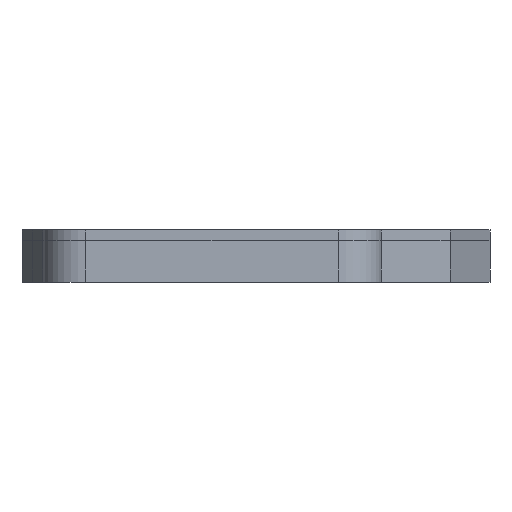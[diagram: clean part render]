
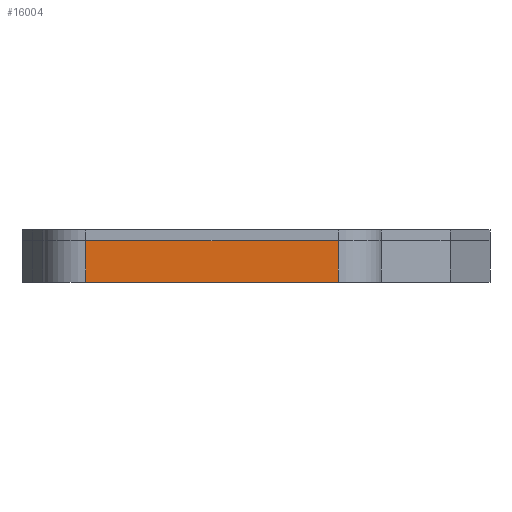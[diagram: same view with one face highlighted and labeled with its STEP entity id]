
A CAD part, left-side view. The second image highlights one B-rep face of the part: STEP entity #16004.
In plain terms, the highlighted planar face has unit normal (-1, 0, 0).
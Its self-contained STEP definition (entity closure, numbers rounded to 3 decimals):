
#1448=FACE_OUTER_BOUND('',#2349,.T.);
#2349=EDGE_LOOP('',(#12435,#12436,#12437,#12438));
#3665=LINE('',#24564,#5435);
#3696=LINE('',#24639,#5466);
#3698=LINE('',#24645,#5468);
#3699=LINE('',#24646,#5469);
#5435=VECTOR('',#19904,10.);
#5466=VECTOR('',#19953,10.);
#5468=VECTOR('',#19959,10.);
#5469=VECTOR('',#19960,10.);
#7161=VERTEX_POINT('',#24561);
#7162=VERTEX_POINT('',#24563);
#7197=VERTEX_POINT('',#24638);
#7199=VERTEX_POINT('',#24644);
#9068=EDGE_CURVE('',#7162,#7161,#3665,.T.);
#9107=EDGE_CURVE('',#7197,#7162,#3696,.T.);
#9110=EDGE_CURVE('',#7199,#7161,#3698,.T.);
#9111=EDGE_CURVE('',#7197,#7199,#3699,.F.);
#12435=ORIENTED_EDGE('',*,*,#9068,.T.);
#12436=ORIENTED_EDGE('',*,*,#9110,.F.);
#12437=ORIENTED_EDGE('',*,*,#9111,.F.);
#12438=ORIENTED_EDGE('',*,*,#9107,.T.);
#15344=PLANE('',#17133);
#16004=ADVANCED_FACE('',(#1448),#15344,.T.);
#17133=AXIS2_PLACEMENT_3D('',#24643,#19957,#19958);
#19904=DIRECTION('',(0.,1.,0.));
#19953=DIRECTION('',(0.,0.,1.));
#19957=DIRECTION('center_axis',(-1.,0.,0.));
#19958=DIRECTION('ref_axis',(0.,1.,0.));
#19959=DIRECTION('',(0.,0.,1.));
#19960=DIRECTION('',(0.,-1.,0.));
#24561=CARTESIAN_POINT('',(-9.,-8.862,0.));
#24563=CARTESIAN_POINT('',(-9.,-78.772,0.));
#24564=CARTESIAN_POINT('',(-9.,-72.393,0.));
#24638=CARTESIAN_POINT('',(-9.,-78.772,-11.5));
#24639=CARTESIAN_POINT('',(-9.,-78.772,0.));
#24643=CARTESIAN_POINT('Origin',(-9.,-88.772,2.5));
#24644=CARTESIAN_POINT('',(-9.,-8.862,-11.5));
#24645=CARTESIAN_POINT('',(-9.,-8.862,0.));
#24646=CARTESIAN_POINT('',(-9.,-72.393,-11.5));
